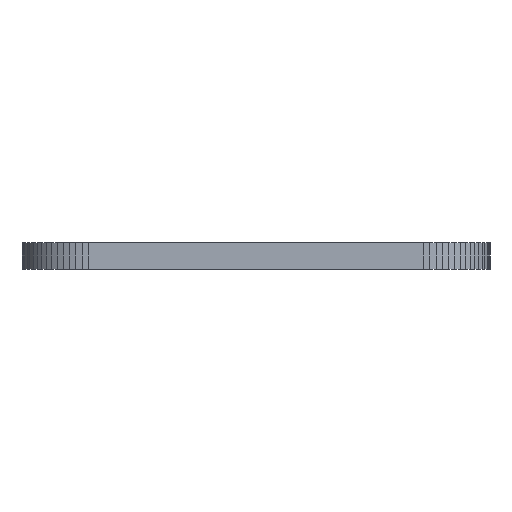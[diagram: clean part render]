
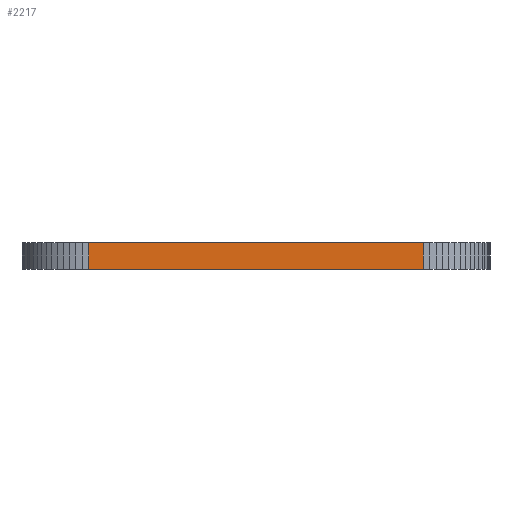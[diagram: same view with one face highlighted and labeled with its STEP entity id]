
A CAD part, front view. The second image highlights one B-rep face of the part: STEP entity #2217.
In plain terms, the highlighted planar face has unit normal (0, -1, 0).
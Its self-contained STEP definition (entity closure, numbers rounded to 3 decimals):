
#256=FACE_OUTER_BOUND('',#431,.T.);
#431=EDGE_LOOP('',(#1925,#1926,#1927,#1928));
#510=LINE('',#3120,#749);
#579=LINE('',#3328,#818);
#669=LINE('',#3577,#908);
#671=LINE('',#3581,#910);
#749=VECTOR('',#2495,1.);
#818=VECTOR('',#2636,1.);
#908=VECTOR('',#2916,1.);
#910=VECTOR('',#2922,1.);
#985=VERTEX_POINT('',#3117);
#986=VERTEX_POINT('',#3119);
#1088=VERTEX_POINT('',#3325);
#1089=VERTEX_POINT('',#3327);
#1194=EDGE_CURVE('',#985,#986,#510,.T.);
#1298=EDGE_CURVE('',#1089,#1088,#579,.T.);
#1423=EDGE_CURVE('',#985,#1089,#669,.T.);
#1425=EDGE_CURVE('',#986,#1088,#671,.T.);
#1925=ORIENTED_EDGE('',*,*,#1423,.T.);
#1926=ORIENTED_EDGE('',*,*,#1298,.T.);
#1927=ORIENTED_EDGE('',*,*,#1425,.F.);
#1928=ORIENTED_EDGE('',*,*,#1194,.F.);
#2147=PLANE('',#2406);
#2217=ADVANCED_FACE('',(#256),#2147,.T.);
#2406=AXIS2_PLACEMENT_3D('',#3580,#2920,#2921);
#2495=DIRECTION('',(-1.,0.,0.));
#2636=DIRECTION('',(-1.,0.,0.));
#2916=DIRECTION('',(0.,0.,1.));
#2920=DIRECTION('center_axis',(0.,-1.,0.));
#2921=DIRECTION('ref_axis',(-1.,0.,0.));
#2922=DIRECTION('',(0.,0.,1.));
#3117=CARTESIAN_POINT('',(10.,-52.,0.));
#3119=CARTESIAN_POINT('',(-10.,-52.,0.));
#3120=CARTESIAN_POINT('',(10.,-52.,0.));
#3325=CARTESIAN_POINT('',(-10.,-52.,1.6));
#3327=CARTESIAN_POINT('',(10.,-52.,1.6));
#3328=CARTESIAN_POINT('',(10.,-52.,1.6));
#3577=CARTESIAN_POINT('',(10.,-52.,0.));
#3580=CARTESIAN_POINT('Origin',(10.,-52.,0.));
#3581=CARTESIAN_POINT('',(-10.,-52.,0.));
